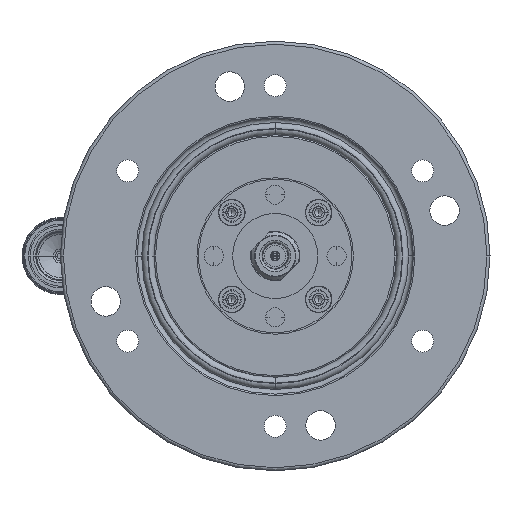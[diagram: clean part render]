
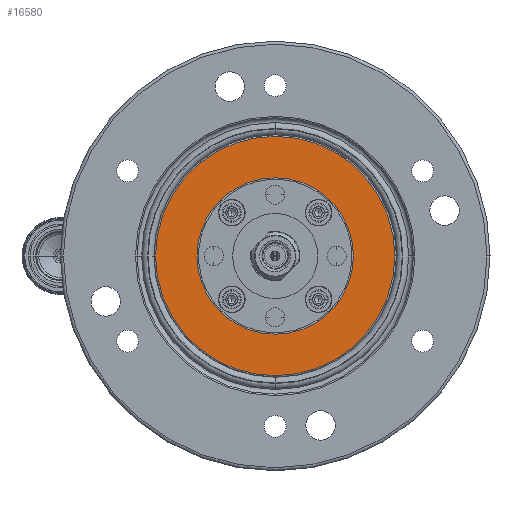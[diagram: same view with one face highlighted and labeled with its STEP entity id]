
A CAD part, front view. The second image highlights one B-rep face of the part: STEP entity #16580.
In plain terms, the highlighted planar face has unit normal (0, -1, 0).
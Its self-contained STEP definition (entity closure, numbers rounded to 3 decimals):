
#684 = CARTESIAN_POINT ( 'NONE',  ( 39., 0., 0. ) ) ;
#1087 = AXIS2_PLACEMENT_3D ( 'NONE', #17579, #8473, #21492 ) ;
#1919 = EDGE_CURVE ( 'NONE', #14686, #5348, #10208, .T. ) ;
#2656 = ORIENTED_EDGE ( 'NONE', *, *, #1919, .F. ) ;
#2818 = CARTESIAN_POINT ( 'NONE',  ( 25.5, 0., 0. ) ) ;
#3607 = DIRECTION ( 'NONE',  ( -1., 0., 0. ) ) ;
#4563 = AXIS2_PLACEMENT_3D ( 'NONE', #15151, #16837, #22205 ) ;
#4959 = AXIS2_PLACEMENT_3D ( 'NONE', #18121, #19914, #3607 ) ;
#5348 = VERTEX_POINT ( 'NONE', #10514 ) ;
#6781 = AXIS2_PLACEMENT_3D ( 'NONE', #12099, #19631, #12221 ) ;
#7543 = CIRCLE ( 'NONE', #13305, 25.5 ) ;
#8030 = VERTEX_POINT ( 'NONE', #684 ) ;
#8283 = DIRECTION ( 'NONE',  ( 0., -1., 0. ) ) ;
#8428 = EDGE_CURVE ( 'NONE', #5348, #14686, #7543, .T. ) ;
#8473 = DIRECTION ( 'NONE',  ( 0., -1., 0. ) ) ;
#9106 = EDGE_CURVE ( 'NONE', #9711, #8030, #20213, .T. ) ;
#9179 = CIRCLE ( 'NONE', #4959, 39. ) ;
#9711 = VERTEX_POINT ( 'NONE', #21328 ) ;
#9764 = PLANE ( 'NONE',  #4563 ) ;
#10208 = CIRCLE ( 'NONE', #6781, 25.5 ) ;
#10514 = CARTESIAN_POINT ( 'NONE',  ( -25.5, 0., 0. ) ) ;
#12099 = CARTESIAN_POINT ( 'NONE',  ( 0., 0., 0. ) ) ;
#12221 = DIRECTION ( 'NONE',  ( 1., 0., 0. ) ) ;
#13305 = AXIS2_PLACEMENT_3D ( 'NONE', #14150, #8283, #20982 ) ;
#13378 = EDGE_CURVE ( 'NONE', #8030, #9711, #9179, .T. ) ;
#14150 = CARTESIAN_POINT ( 'NONE',  ( 0., 0., 0. ) ) ;
#14686 = VERTEX_POINT ( 'NONE', #2818 ) ;
#15039 = FACE_BOUND ( 'NONE', #15429, .T. ) ;
#15151 = CARTESIAN_POINT ( 'NONE',  ( 39.5, 0., 0. ) ) ;
#15195 = ORIENTED_EDGE ( 'NONE', *, *, #9106, .T. ) ;
#15429 = EDGE_LOOP ( 'NONE', ( #2656, #21098 ) ) ;
#15744 = EDGE_LOOP ( 'NONE', ( #15195, #23233 ) ) ;
#16580 = ADVANCED_FACE ( 'NONE', ( #15039, #22321 ), #9764, .F. ) ;
#16837 = DIRECTION ( 'NONE',  ( 0., 1., 0. ) ) ;
#17579 = CARTESIAN_POINT ( 'NONE',  ( 0., 0., 0. ) ) ;
#18121 = CARTESIAN_POINT ( 'NONE',  ( 0., 0., 0. ) ) ;
#19631 = DIRECTION ( 'NONE',  ( 0., -1., 0. ) ) ;
#19914 = DIRECTION ( 'NONE',  ( 0., -1., 0. ) ) ;
#20213 = CIRCLE ( 'NONE', #1087, 39. ) ;
#20982 = DIRECTION ( 'NONE',  ( 1., 0., 0. ) ) ;
#21098 = ORIENTED_EDGE ( 'NONE', *, *, #8428, .F. ) ;
#21328 = CARTESIAN_POINT ( 'NONE',  ( -39., 0., 0. ) ) ;
#21492 = DIRECTION ( 'NONE',  ( -1., 0., 0. ) ) ;
#22205 = DIRECTION ( 'NONE',  ( -1., 0., 0. ) ) ;
#22321 = FACE_OUTER_BOUND ( 'NONE', #15744, .T. ) ;
#23233 = ORIENTED_EDGE ( 'NONE', *, *, #13378, .T. ) ;
